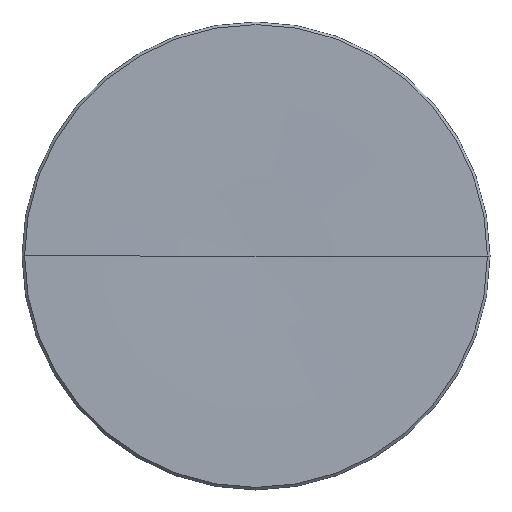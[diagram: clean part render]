
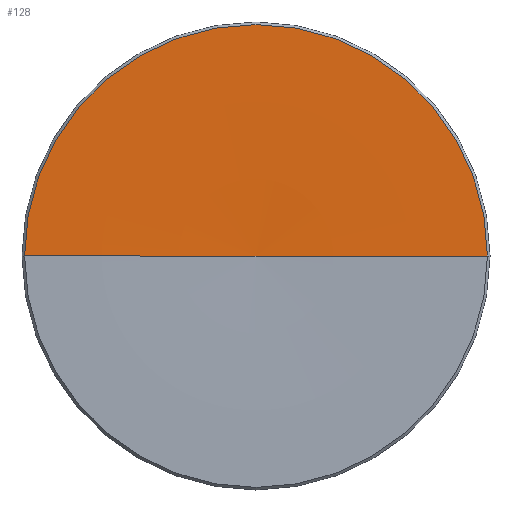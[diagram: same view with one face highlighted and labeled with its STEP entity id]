
A CAD part, left-side view. The second image highlights one B-rep face of the part: STEP entity #128.
In plain terms, the highlighted toroidal (fillet/blend) face has major radius 10.223 mm and minor radius 459.7 mm.
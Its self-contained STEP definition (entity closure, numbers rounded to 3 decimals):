
#124 = EDGE_CURVE ( 'NONE', #135, #144, #244, .T. ) ;
#128 = ADVANCED_FACE ( 'NONE', ( #310 ), #284, .T. ) ;
#130 = ORIENTED_EDGE ( 'NONE', *, *, #136, .T. ) ;
#134 = VERTEX_POINT ( 'NONE', #267 ) ;
#135 = VERTEX_POINT ( 'NONE', #266 ) ;
#136 = EDGE_CURVE ( 'NONE', #134, #135, #264, .T. ) ;
#143 = ORIENTED_EDGE ( 'NONE', *, *, #124, .T. ) ;
#144 = VERTEX_POINT ( 'NONE', #220 ) ;
#148 = ORIENTED_EDGE ( 'NONE', *, *, #149, .F. ) ;
#149 = EDGE_CURVE ( 'NONE', #134, #144, #219, .T. ) ;
#151 = EDGE_LOOP ( 'NONE', ( #130, #143, #148 ) ) ;
#211 = DIRECTION ( 'NONE',  ( 0., -1., 0. ) ) ;
#212 = DIRECTION ( 'NONE',  ( -1., 0., 0. ) ) ;
#213 = CARTESIAN_POINT ( 'NONE',  ( 458.386, 0., 0. ) ) ;
#215 = DIRECTION ( 'NONE',  ( -1., 0., 0. ) ) ;
#216 = DIRECTION ( 'NONE',  ( 0., 0., -1. ) ) ;
#217 = CARTESIAN_POINT ( 'NONE',  ( 458.386, -10.223, 0. ) ) ;
#218 = AXIS2_PLACEMENT_3D ( 'NONE', #217, #216, #215 ) ;
#219 = CIRCLE ( 'NONE', #218, 459.7 ) ;
#220 = CARTESIAN_POINT ( 'NONE',  ( -1.2, 0., 0. ) ) ;
#244 = CIRCLE ( 'NONE', #302, 459.7 ) ;
#263 = AXIS2_PLACEMENT_3D ( 'NONE', #297, #296, #295 ) ;
#264 = CIRCLE ( 'NONE', #263, 12.559 ) ;
#266 = CARTESIAN_POINT ( 'NONE',  ( -1.308, 12.559, 0. ) ) ;
#267 = CARTESIAN_POINT ( 'NONE',  ( -1.308, -12.559, 0. ) ) ;
#283 = AXIS2_PLACEMENT_3D ( 'NONE', #213, #212, #211 ) ;
#284 = TOROIDAL_SURFACE ( 'NONE', #283, 10.223, 459.7 ) ;
#286 = DIRECTION ( 'NONE',  ( 0., -1., 0. ) ) ;
#295 = DIRECTION ( 'NONE',  ( 0., -1., 0. ) ) ;
#296 = DIRECTION ( 'NONE',  ( -1., 0., 0. ) ) ;
#297 = CARTESIAN_POINT ( 'NONE',  ( -1.308, 0., 0. ) ) ;
#300 = DIRECTION ( 'NONE',  ( 0., 0., 1. ) ) ;
#301 = CARTESIAN_POINT ( 'NONE',  ( 458.386, 10.223, 0. ) ) ;
#302 = AXIS2_PLACEMENT_3D ( 'NONE', #301, #300, #286 ) ;
#310 = FACE_OUTER_BOUND ( 'NONE', #151, .T. ) ;
